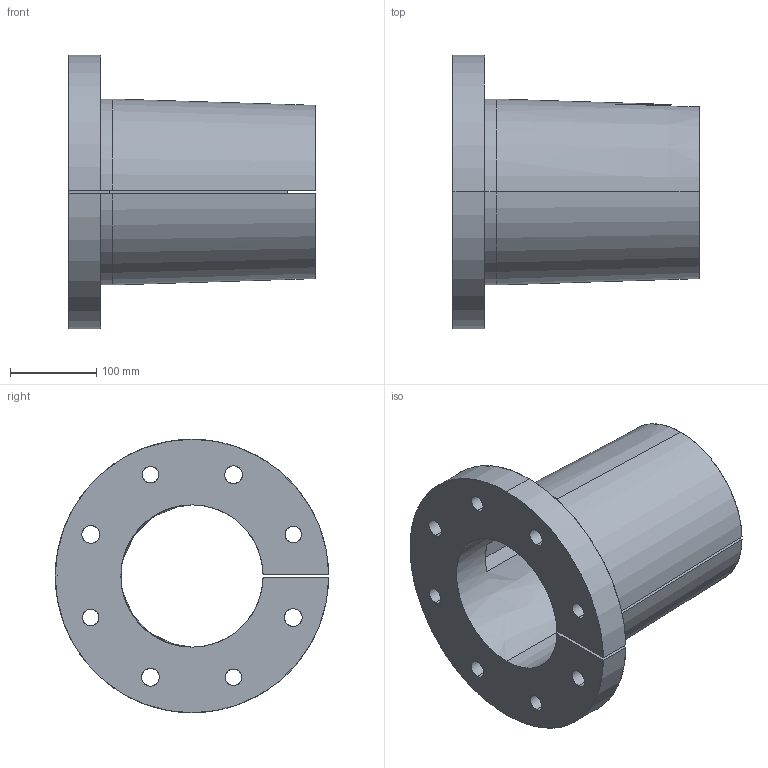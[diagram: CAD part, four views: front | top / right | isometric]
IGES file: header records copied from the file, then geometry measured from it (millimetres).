
Start section: SolidWorks IGES file using analytic representation for surfaces
Global section: file name: W2W2_6_0726032207747.igs; native system: SolidWorks 2017; preprocessor: SolidWorks 2017; author: partstream; date: 170726.003229; units: inch
Bounding box: 285.75 x 317.49 x 317.5 mm (x, y, z)
Surface area: 492368.9 mm2 (no closed solid volume)
Topology: 0 solids, 0 shells, 76 faces, 1279 edges, 1279 vertices
Faces by surface type: bspline 48, revolution 28
